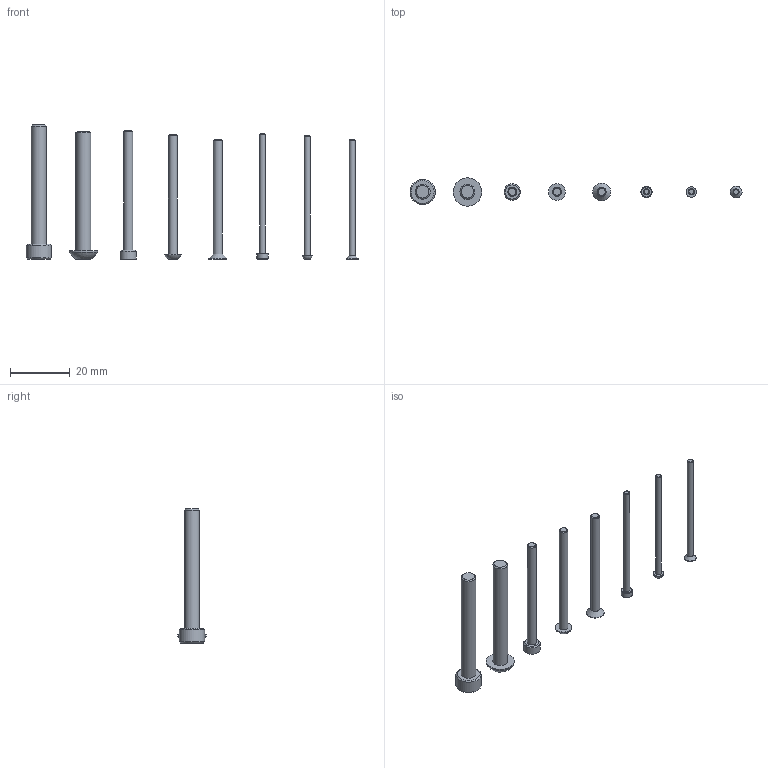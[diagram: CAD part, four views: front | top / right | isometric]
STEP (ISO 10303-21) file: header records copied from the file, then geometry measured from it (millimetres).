
FILE_DESCRIPTION(/* description */ (''),/* implementation_level */ '2;1');
FILE_NAME(/* name */ 'Fastener Parameterized Master_v4.step',/* time_stamp */ '2023-05-23T22:34:18-06:00',/* author */ (''),/* organization */ (''),/* preprocessor_version */ 'ST-DEVELOPER v19.2',/* originating_system */ 'Autodesk Translation Framework v12.4.0.73',/* authorisation */ '');
FILE_SCHEMA (('AUTOMOTIVE_DESIGN { 1 0 10303 214 3 1 1 }'));
Length unit declared in the file: millimetre
Products named in the file (12): Fastener Parameterized Master; M5; M5 SHCS; M5 BHCS; M3; M3 SHCS; M3 BHCS; M3 FHCS; M2; M2 SHCS; M2 BHCS; M2 FHCS
Assembly tree (11 placements, depth 3):
  Fastener Parameterized Master
    M5
      M5 SHCS
      M5 BHCS
    M3
      M3 SHCS
      M3 BHCS
      M3 FHCS
    M2
      M2 SHCS
      M2 BHCS
      M2 FHCS
Bounding box: 111.25 x 9.5 x 45 mm (x, y, z)
Volume: 3290.9 mm3; surface area: 3948.9 mm2
Topology: 8 solids, 8 shells, 160 faces, 282 edges, 154 vertices
Faces by surface type: plane 83, cone 58, cylinder 16, sphere 3
Full cylindrical faces by diameter (mm): 2 x3, 3 x3, 3.5 x1, 3.8 x1, 4 x1, 5 x2, 5.5 x1, 5.7 x1, 6 x1, 8.5 x1, 9.5 x1
Entity records: 4026 total; most frequent: DIRECTION 704, CARTESIAN_POINT 702, ORIENTED_EDGE 562, AXIS2_PLACEMENT_3D 282, EDGE_CURVE 281, EDGE_LOOP 177, FACE_OUTER_BOUND 160, ADVANCED_FACE 160
